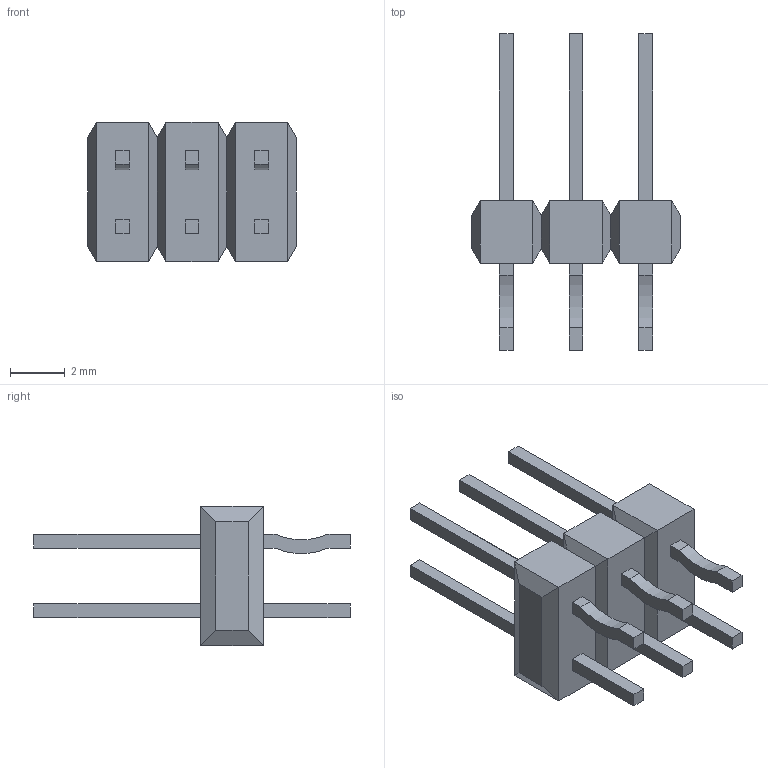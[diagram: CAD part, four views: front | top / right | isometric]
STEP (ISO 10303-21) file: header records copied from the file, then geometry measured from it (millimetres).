
FILE_DESCRIPTION((''),'2;1');
FILE_NAME('702871099','2016-11-24T',('ghp'),(''),'PRO/ENGINEER BY PARAMETRIC TECHNOLOGY CORPORATION, 2012310','PRO/ENGINEER BY PARAMETRIC TECHNOLOGY CORPORATION, 2012310','');
FILE_SCHEMA(('CONFIG_CONTROL_DESIGN'));
Length unit declared in the file: inch
Products named in the file (1): 702871099
Bounding box: 7.62 x 11.56 x 5.08 mm (x, y, z)
Volume: 95.9 mm3; surface area: 254.6 mm2
Topology: 1 solids, 1 shells, 110 faces, 268 edges, 172 vertices
Faces by surface type: plane 104, cylinder 6
Entity records: 3175 total; most frequent: CARTESIAN_POINT 539, DIRECTION 514, ORIENTED_EDGE 512, EDGE_CURVE 256, VECTOR 244, LINE 244, VERTEX_POINT 160, AXIS2_PLACEMENT_3D 135
